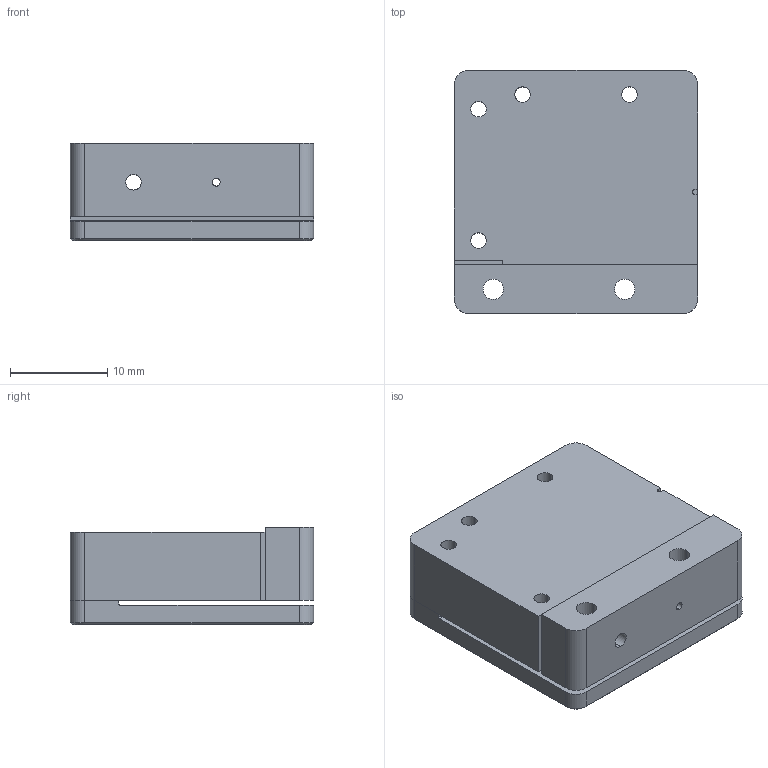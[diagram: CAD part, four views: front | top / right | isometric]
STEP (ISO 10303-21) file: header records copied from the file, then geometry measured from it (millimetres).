
FILE_DESCRIPTION (( 'STEP AP203' ), '1' );
FILE_NAME ('Scanner25-x.CL - web.STEP', '2025-09-01T07:58:40', ( '' ), ( '' ), 'SwSTEP 2.0', 'SolidWorks 2020', '' );
FILE_SCHEMA (( 'CONFIG_CONTROL_DESIGN' ));
Length unit declared in the file: millimetre
Products named in the file (4): 葩璃 Scanner25x.CL-醱啣^Scanner25-x.CL - web; ｸｴｼ CAP02-ﾆｬ^Scanner25-x.CL - web; 葩璃 base-3^Scanner25-x.CL - web; Scanner25-x.CL - web
Assembly tree (3 placements, depth 2):
  Scanner25-x.CL - web
    葩璃 base-3^Scanner25-x.CL - web
    葩璃 Scanner25x.CL-醱啣^Scanner25-x.CL - web
    ｸｴｼ CAP02-ﾆｬ^Scanner25-x.CL - web
Bounding box: 25 x 25 x 10 mm (x, y, z)
Volume: 5394.2 mm3; surface area: 4173.2 mm2
Topology: 7 solids, 7 shells, 150 faces, 370 edges, 236 vertices
Faces by surface type: cylinder 82, plane 40, cone 28
Entity records: 5044 total; most frequent: DIRECTION 866, CARTESIAN_POINT 816, ORIENTED_EDGE 740, EDGE_CURVE 370, AXIS2_PLACEMENT_3D 346, VERTEX_POINT 236, EDGE_LOOP 206, CIRCLE 190
